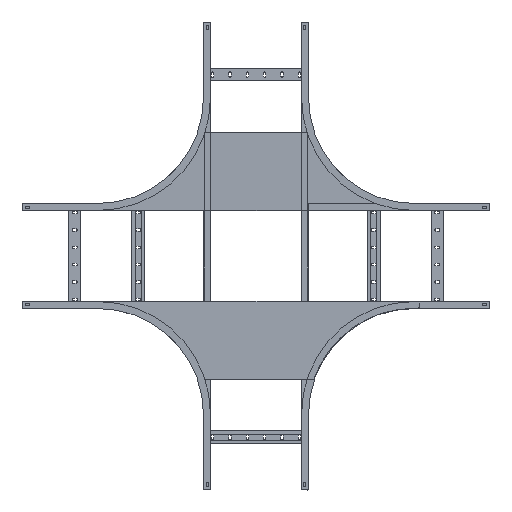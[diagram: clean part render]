
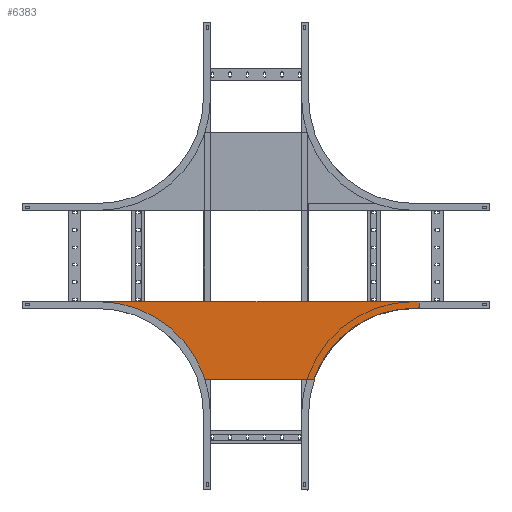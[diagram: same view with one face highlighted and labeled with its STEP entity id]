
A CAD part, top view. The second image highlights one B-rep face of the part: STEP entity #6383.
In plain terms, the highlighted face is planar.
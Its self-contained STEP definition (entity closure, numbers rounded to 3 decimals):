
#197 = EDGE_CURVE ( 'NONE', #2067, #8178, #2232, .T. ) ;
#207 = ORIENTED_EDGE ( 'NONE', *, *, #5389, .F. ) ;
#368 = LINE ( 'NONE', #1442, #825 ) ;
#381 = CARTESIAN_POINT ( 'NONE',  ( -465.4, -1.2, -395.4 ) ) ;
#610 = CARTESIAN_POINT ( 'NONE',  ( -465.4, -1.2, -393.2 ) ) ;
#763 = CIRCLE ( 'NONE', #6785, 301.8 ) ;
#825 = VECTOR ( 'NONE', #7892, 1000. ) ;
#1095 = LINE ( 'NONE', #8117, #7881 ) ;
#1429 = AXIS2_PLACEMENT_3D ( 'NONE', #8707, #5842, #8014 ) ;
#1442 = CARTESIAN_POINT ( 'NONE',  ( -560., -1.2, -173.2 ) ) ;
#1472 = DIRECTION ( 'NONE',  ( 0., -1., 0. ) ) ;
#1517 = VERTEX_POINT ( 'NONE', #6994 ) ;
#1626 = VECTOR ( 'NONE', #3674, 1000. ) ;
#1708 = CARTESIAN_POINT ( 'NONE',  ( 460.4, -1.2, -375. ) ) ;
#1824 = EDGE_CURVE ( 'NONE', #8178, #8099, #763, .T. ) ;
#1848 = DIRECTION ( 'NONE',  ( 0., 0., 1. ) ) ;
#2059 = CARTESIAN_POINT ( 'NONE',  ( 465.4, -1.2, -393.2 ) ) ;
#2067 = VERTEX_POINT ( 'NONE', #9078 ) ;
#2090 = DIRECTION ( 'NONE',  ( 0., 1., 0. ) ) ;
#2159 = ORIENTED_EDGE ( 'NONE', *, *, #4515, .T. ) ;
#2193 = EDGE_LOOP ( 'NONE', ( #8769, #4739, #7724, #2760, #3777, #7533, #2281, #2159, #207, #4376 ) ) ;
#2232 = LINE ( 'NONE', #3467, #5599 ) ;
#2235 = CARTESIAN_POINT ( 'NONE',  ( 465.4, -1.2, -395.4 ) ) ;
#2281 = ORIENTED_EDGE ( 'NONE', *, *, #197, .F. ) ;
#2758 = VERTEX_POINT ( 'NONE', #610 ) ;
#2760 = ORIENTED_EDGE ( 'NONE', *, *, #3138, .F. ) ;
#2839 = AXIS2_PLACEMENT_3D ( 'NONE', #4944, #2090, #7008 ) ;
#3138 = EDGE_CURVE ( 'NONE', #8252, #4702, #3762, .T. ) ;
#3305 = LINE ( 'NONE', #2235, #1626 ) ;
#3392 = LINE ( 'NONE', #8420, #8262 ) ;
#3467 = CARTESIAN_POINT ( 'NONE',  ( -449.538, -1.2, -375. ) ) ;
#3674 = DIRECTION ( 'NONE',  ( 0., 0., -1. ) ) ;
#3698 = CARTESIAN_POINT ( 'NONE',  ( -449.538, -1.2, -73.2 ) ) ;
#3762 = CIRCLE ( 'NONE', #5203, 301.8 ) ;
#3777 = ORIENTED_EDGE ( 'NONE', *, *, #3980, .T. ) ;
#3887 = DIRECTION ( 'NONE',  ( 0., 0., -1. ) ) ;
#3980 = EDGE_CURVE ( 'NONE', #8252, #8099, #368, .T. ) ;
#4202 = DIRECTION ( 'NONE',  ( 1., 0., 0. ) ) ;
#4305 = CARTESIAN_POINT ( 'NONE',  ( -449.538, -1.2, -375. ) ) ;
#4344 = CARTESIAN_POINT ( 'NONE',  ( 164.787, -1.2, -173.2 ) ) ;
#4376 = ORIENTED_EDGE ( 'NONE', *, *, #5980, .F. ) ;
#4498 = VERTEX_POINT ( 'NONE', #2059 ) ;
#4515 = EDGE_CURVE ( 'NONE', #2067, #6650, #7246, .T. ) ;
#4518 = DIRECTION ( 'NONE',  ( 0., -1., 0. ) ) ;
#4702 = VERTEX_POINT ( 'NONE', #8735 ) ;
#4739 = ORIENTED_EDGE ( 'NONE', *, *, #5992, .T. ) ;
#4944 = CARTESIAN_POINT ( 'NONE',  ( -449.538, -1.2, -73.2 ) ) ;
#5075 = DIRECTION ( 'NONE',  ( 0., 0., 1. ) ) ;
#5168 = CIRCLE ( 'NONE', #6578, 5. ) ;
#5203 = AXIS2_PLACEMENT_3D ( 'NONE', #8877, #4518, #3887 ) ;
#5389 = EDGE_CURVE ( 'NONE', #2758, #6650, #9286, .T. ) ;
#5426 = DIRECTION ( 'NONE',  ( 0., -1., 0. ) ) ;
#5599 = VECTOR ( 'NONE', #4202, 1000. ) ;
#5842 = DIRECTION ( 'NONE',  ( 0., -1., 0. ) ) ;
#5980 = EDGE_CURVE ( 'NONE', #4498, #2758, #3392, .T. ) ;
#5992 = EDGE_CURVE ( 'NONE', #1517, #6772, #5168, .T. ) ;
#6138 = DIRECTION ( 'NONE',  ( 0., 0., 1. ) ) ;
#6383 = ADVANCED_FACE ( 'NONE', ( #8248 ), #7126, .F. ) ;
#6578 = AXIS2_PLACEMENT_3D ( 'NONE', #6862, #5426, #1848 ) ;
#6650 = VERTEX_POINT ( 'NONE', #8791 ) ;
#6664 = VECTOR ( 'NONE', #6138, 1000. ) ;
#6772 = VERTEX_POINT ( 'NONE', #1708 ) ;
#6785 = AXIS2_PLACEMENT_3D ( 'NONE', #3698, #1472, #5075 ) ;
#6862 = CARTESIAN_POINT ( 'NONE',  ( 460.4, -1.2, -380. ) ) ;
#6994 = CARTESIAN_POINT ( 'NONE',  ( 465.4, -1.2, -380. ) ) ;
#7008 = DIRECTION ( 'NONE',  ( 0., 0., 1. ) ) ;
#7126 = PLANE ( 'NONE',  #2839 ) ;
#7241 = EDGE_CURVE ( 'NONE', #4702, #6772, #1095, .T. ) ;
#7246 = CIRCLE ( 'NONE', #1429, 5. ) ;
#7533 = ORIENTED_EDGE ( 'NONE', *, *, #1824, .F. ) ;
#7724 = ORIENTED_EDGE ( 'NONE', *, *, #7241, .F. ) ;
#7839 = CARTESIAN_POINT ( 'NONE',  ( -164.787, -1.2, -173.2 ) ) ;
#7881 = VECTOR ( 'NONE', #8936, 1000. ) ;
#7892 = DIRECTION ( 'NONE',  ( -1., 0., 0. ) ) ;
#8014 = DIRECTION ( 'NONE',  ( 0., 0., 1. ) ) ;
#8099 = VERTEX_POINT ( 'NONE', #7839 ) ;
#8117 = CARTESIAN_POINT ( 'NONE',  ( 449.538, -1.2, -375. ) ) ;
#8178 = VERTEX_POINT ( 'NONE', #4305 ) ;
#8248 = FACE_OUTER_BOUND ( 'NONE', #2193, .T. ) ;
#8252 = VERTEX_POINT ( 'NONE', #4344 ) ;
#8262 = VECTOR ( 'NONE', #9054, 1000. ) ;
#8420 = CARTESIAN_POINT ( 'NONE',  ( -637., -1.2, -393.2 ) ) ;
#8707 = CARTESIAN_POINT ( 'NONE',  ( -460.4, -1.2, -380. ) ) ;
#8735 = CARTESIAN_POINT ( 'NONE',  ( 449.538, -1.2, -375. ) ) ;
#8769 = ORIENTED_EDGE ( 'NONE', *, *, #8934, .F. ) ;
#8791 = CARTESIAN_POINT ( 'NONE',  ( -465.4, -1.2, -380. ) ) ;
#8877 = CARTESIAN_POINT ( 'NONE',  ( 449.538, -1.2, -73.2 ) ) ;
#8934 = EDGE_CURVE ( 'NONE', #1517, #4498, #3305, .T. ) ;
#8936 = DIRECTION ( 'NONE',  ( 1., 0., 0. ) ) ;
#9054 = DIRECTION ( 'NONE',  ( -1., 0., 0. ) ) ;
#9078 = CARTESIAN_POINT ( 'NONE',  ( -460.4, -1.2, -375. ) ) ;
#9286 = LINE ( 'NONE', #381, #6664 ) ;
